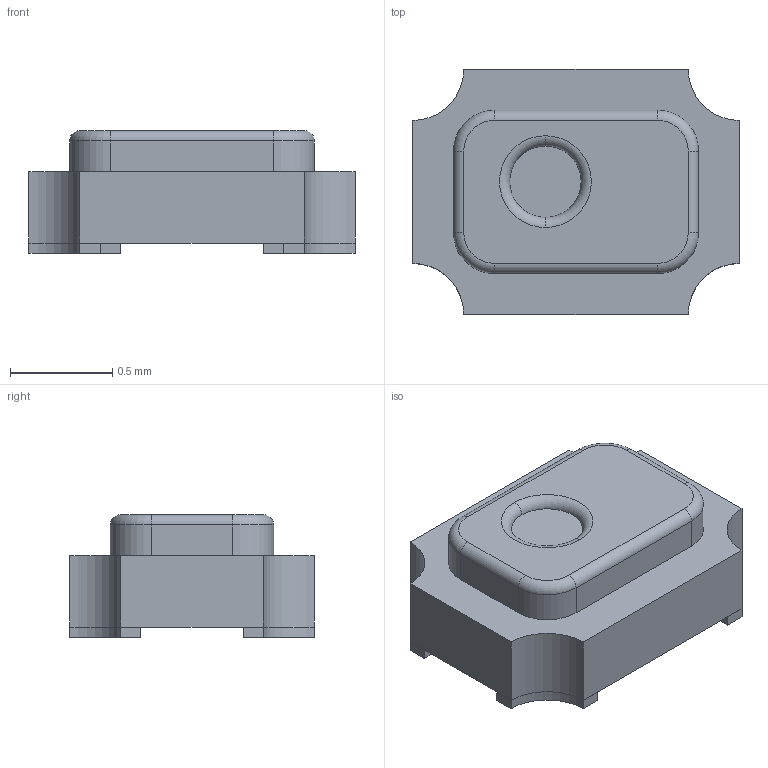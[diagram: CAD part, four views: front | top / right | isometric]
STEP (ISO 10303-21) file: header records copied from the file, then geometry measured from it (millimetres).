
FILE_DESCRIPTION (( 'STEP AP214' ), '1' );
FILE_NAME ( 'OSCCC160X120X60L35X45N.STEP', '2022-06-25T19:14:54', ( '' ), ( '' ), '', '©2017 PCB Libraries, Inc.', '' );
FILE_SCHEMA (( 'AUTOMOTIVE_DESIGN' ));
Length unit declared in the file: millimetre
Products named in the file (1): OSCCC160X120X60L35X45N
Bounding box: 1.6 x 1.2 x 0.6 mm (x, y, z)
Volume: 0.8 mm3; surface area: 7 mm2
Topology: 5 solids, 5 shells, 74 faces, 178 edges, 116 vertices
Faces by surface type: plane 44, cylinder 24, torus 6
Entity records: 2463 total; most frequent: DIRECTION 386, CARTESIAN_POINT 369, ORIENTED_EDGE 356, EDGE_CURVE 178, AXIS2_PLACEMENT_3D 133, VECTOR 120, LINE 120, VERTEX_POINT 116
